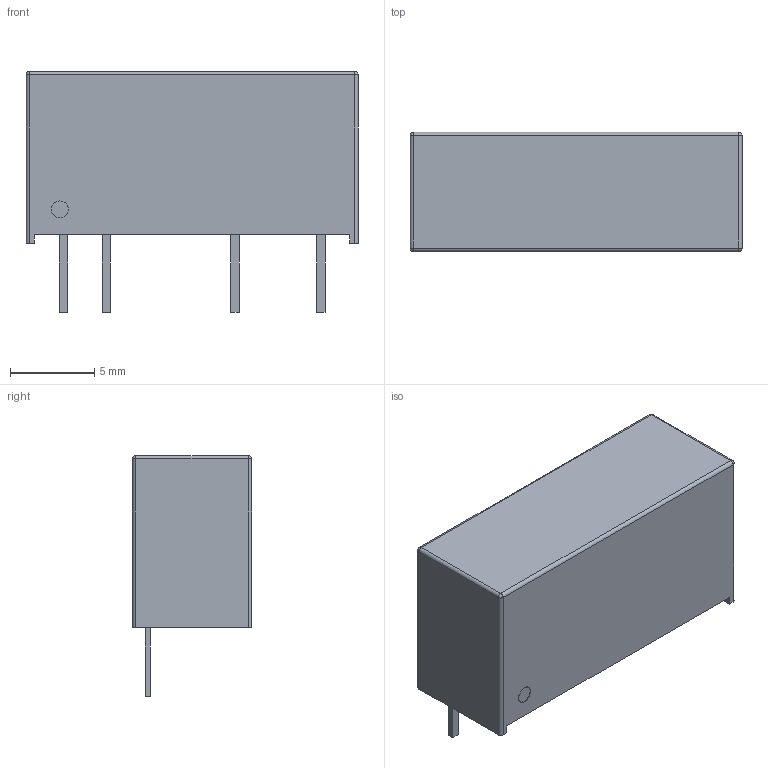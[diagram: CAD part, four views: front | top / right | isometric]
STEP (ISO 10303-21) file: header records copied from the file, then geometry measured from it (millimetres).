
FILE_DESCRIPTION (( 'STEP AP214' ), '1' );
FILE_NAME ('PWRM-TH_FXXXXS-3WR2.STEP', '2021-06-23T14:22:40', ( '' ), ( '' ), 'SwSTEP 2.0', 'SolidWorks 2020', '' );
FILE_SCHEMA (( 'AUTOMOTIVE_DESIGN' ));
Length unit declared in the file: millimetre
Products named in the file (1): PWRM-TH_FXXXXS-3WR2
Bounding box: 19.65 x 7.05 x 14.26 mm (x, y, z)
Volume: 1343.7 mm3; surface area: 829.7 mm2
Topology: 1 solids, 1 shells, 103 faces, 259 edges, 166 vertices
Faces by surface type: plane 75, bspline 14, cylinder 10, sphere 4
Entity records: 4386 total; most frequent: CARTESIAN_POINT 935, ORIENTED_EDGE 510, DIRECTION 384, EDGE_CURVE 255, VERTEX_POINT 166, LINE 164, VECTOR 164, EDGE_LOOP 115
